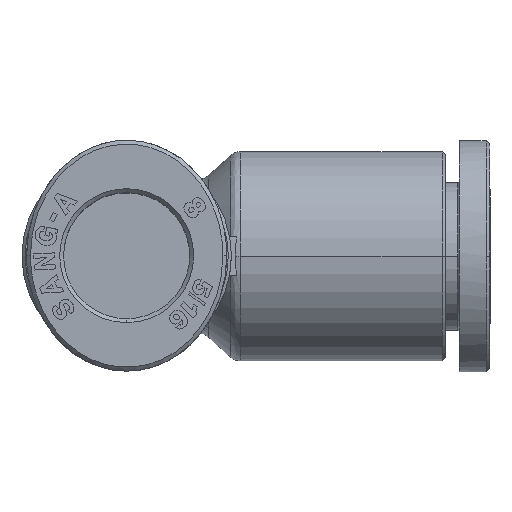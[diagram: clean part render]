
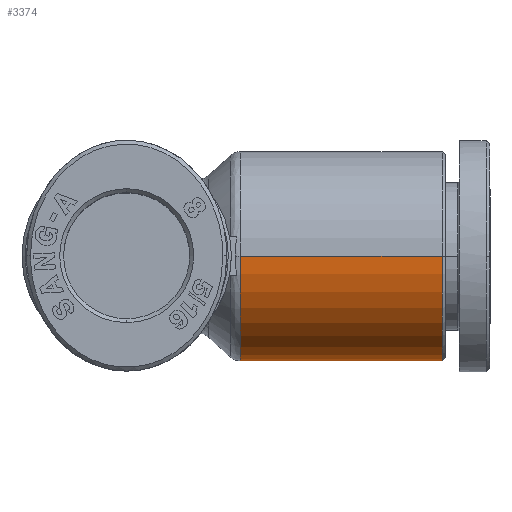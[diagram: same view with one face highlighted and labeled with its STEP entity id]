
A CAD part, top view. The second image highlights one B-rep face of the part: STEP entity #3374.
In plain terms, the highlighted cylindrical face has radius 6.8 mm (diameter 13.6 mm), a partial arc.
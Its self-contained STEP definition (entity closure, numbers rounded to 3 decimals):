
#13 = ORIENTED_EDGE ( 'NONE', *, *, #4937, .T. ) ;
#562 = CARTESIAN_POINT ( 'NONE',  ( -0.089, 0., 6.8 ) ) ;
#909 = LINE ( 'NONE', #29386, #25742 ) ;
#3374 = ADVANCED_FACE ( 'NONE', ( #8644 ), #10744, .T. ) ;
#3644 = EDGE_CURVE ( 'NONE', #4252, #28221, #26748, .T. ) ;
#3931 = CARTESIAN_POINT ( 'NONE',  ( -0.089, 0., 0. ) ) ;
#4252 = VERTEX_POINT ( 'NONE', #10190 ) ;
#4937 = EDGE_CURVE ( 'NONE', #23282, #4252, #909, .T. ) ;
#5164 = CARTESIAN_POINT ( 'NONE',  ( 5.528, 0., 0. ) ) ;
#5692 = ORIENTED_EDGE ( 'NONE', *, *, #23358, .F. ) ;
#5964 = LINE ( 'NONE', #21332, #11327 ) ;
#6535 = DIRECTION ( 'NONE',  ( 0., 0., -1. ) ) ;
#8644 = FACE_OUTER_BOUND ( 'NONE', #17615, .T. ) ;
#10190 = CARTESIAN_POINT ( 'NONE',  ( 13.028, 0., -6.8 ) ) ;
#10744 = CYLINDRICAL_SURFACE ( 'NONE', #18409, 6.8 ) ;
#11327 = VECTOR ( 'NONE', #22219, 1000. ) ;
#11615 = DIRECTION ( 'NONE',  ( -1., 0., 0. ) ) ;
#13384 = CIRCLE ( 'NONE', #14565, 6.8 ) ;
#14565 = AXIS2_PLACEMENT_3D ( 'NONE', #3931, #28945, #6535 ) ;
#16610 = CARTESIAN_POINT ( 'NONE',  ( 13.028, 0., 6.8 ) ) ;
#17615 = EDGE_LOOP ( 'NONE', ( #5692, #22066, #13, #19984 ) ) ;
#18409 = AXIS2_PLACEMENT_3D ( 'NONE', #5164, #23357, #25659 ) ;
#19984 = ORIENTED_EDGE ( 'NONE', *, *, #3644, .T. ) ;
#20629 = CARTESIAN_POINT ( 'NONE',  ( 13.028, 0., 0. ) ) ;
#21332 = CARTESIAN_POINT ( 'NONE',  ( 5.528, 0., 6.8 ) ) ;
#22066 = ORIENTED_EDGE ( 'NONE', *, *, #29417, .F. ) ;
#22219 = DIRECTION ( 'NONE',  ( 1., 0., 0. ) ) ;
#23006 = AXIS2_PLACEMENT_3D ( 'NONE', #20629, #11615, #27546 ) ;
#23282 = VERTEX_POINT ( 'NONE', #28159 ) ;
#23357 = DIRECTION ( 'NONE',  ( 1., 0., 0. ) ) ;
#23358 = EDGE_CURVE ( 'NONE', #25315, #28221, #5964, .T. ) ;
#25315 = VERTEX_POINT ( 'NONE', #562 ) ;
#25659 = DIRECTION ( 'NONE',  ( 0., 0., -1. ) ) ;
#25742 = VECTOR ( 'NONE', #26956, 1000. ) ;
#26748 = CIRCLE ( 'NONE', #23006, 6.8 ) ;
#26956 = DIRECTION ( 'NONE',  ( 1., 0., 0. ) ) ;
#27546 = DIRECTION ( 'NONE',  ( 0., 0., -1. ) ) ;
#28159 = CARTESIAN_POINT ( 'NONE',  ( -0.089, 0., -6.8 ) ) ;
#28221 = VERTEX_POINT ( 'NONE', #16610 ) ;
#28945 = DIRECTION ( 'NONE',  ( -1., 0., 0. ) ) ;
#29386 = CARTESIAN_POINT ( 'NONE',  ( 5.528, 0., -6.8 ) ) ;
#29417 = EDGE_CURVE ( 'NONE', #23282, #25315, #13384, .T. ) ;
